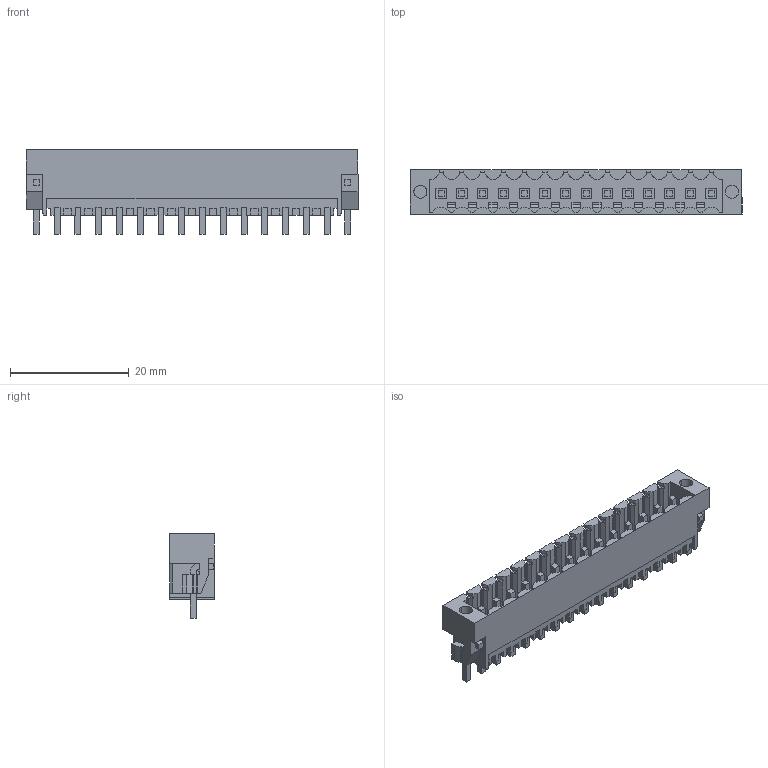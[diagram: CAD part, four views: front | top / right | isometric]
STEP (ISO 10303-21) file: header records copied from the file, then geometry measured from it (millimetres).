
FILE_DESCRIPTION(('CATIA V5 STEP Exchange','CAx-IF Rec.Pracs.--- Model Styling and Organization---1.2---2011-12-15'),'2;1');
FILE_NAME ('D1457281_0_1842660000_1842660000.stp','2018-03-20T09:48:56+00:00',('none'),('Weidmueller'),'CATIA Version 5-6 Release 2014','CATIA V5 STEP AP214','none');
FILE_SCHEMA(('AUTOMOTIVE_DESIGN { 1 0 10303 214 1 1 1 1 }'));
Length unit declared in the file: millimetre
Products named in the file (1): 1842660000
Bounding box: 55.95 x 7.45 x 14.25 mm (x, y, z)
Volume: 1913.9 mm3; surface area: 5101 mm2
Topology: 17 solids, 17 shells, 1141 faces, 3361 edges, 2283 vertices
Faces by surface type: plane 1031, cylinder 110
Entity records: 36037 total; most frequent: ORIENTED_EDGE 6722, CARTESIAN_POINT 6646, DIRECTION 4499, EDGE_CURVE 3361, VECTOR 3085, LINE 3085, VERTEX_POINT 2283, EDGE_LOOP 1202
